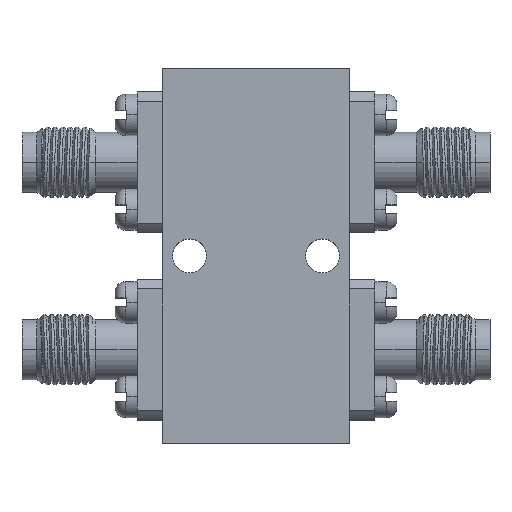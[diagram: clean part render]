
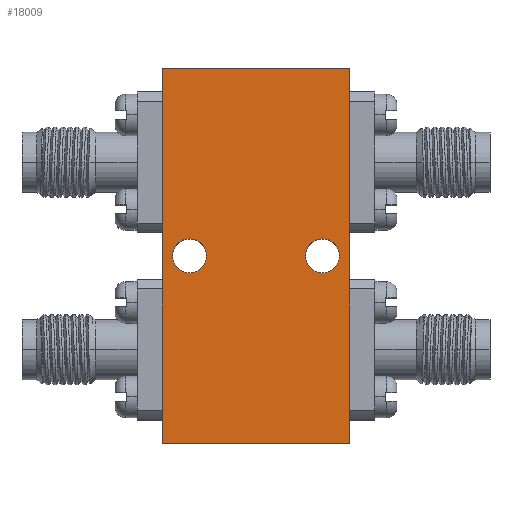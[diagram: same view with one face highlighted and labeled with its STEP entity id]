
A CAD part, top view. The second image highlights one B-rep face of the part: STEP entity #18009.
In plain terms, the highlighted planar face has unit normal (0, 0, 1).
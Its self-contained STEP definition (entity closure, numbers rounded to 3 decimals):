
#441 = ORIENTED_EDGE ( 'NONE', *, *, #13196, .F. ) ;
#587 = LINE ( 'NONE', #12417, #2896 ) ;
#959 = LINE ( 'NONE', #4283, #5070 ) ;
#1009 = CARTESIAN_POINT ( 'NONE',  ( -5.65, 0., 10. ) ) ;
#1103 = EDGE_CURVE ( 'NONE', #9575, #8886, #16014, .T. ) ;
#1424 = LINE ( 'NONE', #7431, #8282 ) ;
#1741 = ORIENTED_EDGE ( 'NONE', *, *, #4592, .F. ) ;
#2810 = DIRECTION ( 'NONE',  ( 0., -1., 0. ) ) ;
#2895 = ORIENTED_EDGE ( 'NONE', *, *, #17187, .T. ) ;
#2896 = VECTOR ( 'NONE', #5129, 1000. ) ;
#3654 = DIRECTION ( 'NONE',  ( 1., 0., 0. ) ) ;
#4064 = AXIS2_PLACEMENT_3D ( 'NONE', #13373, #17996, #4115 ) ;
#4115 = DIRECTION ( 'NONE',  ( 1., 0., 0. ) ) ;
#4283 = CARTESIAN_POINT ( 'NONE',  ( 6.35, 0., 10. ) ) ;
#4320 = DIRECTION ( 'NONE',  ( 1., 0., 0. ) ) ;
#4335 = EDGE_CURVE ( 'NONE', #5361, #10203, #15141, .T. ) ;
#4520 = LINE ( 'NONE', #17903, #5404 ) ;
#4527 = AXIS2_PLACEMENT_3D ( 'NONE', #9074, #13199, #5726 ) ;
#4592 = EDGE_CURVE ( 'NONE', #10477, #10613, #4520, .T. ) ;
#5070 = VECTOR ( 'NONE', #2810, 1000. ) ;
#5071 = ORIENTED_EDGE ( 'NONE', *, *, #13562, .F. ) ;
#5127 = EDGE_LOOP ( 'NONE', ( #441, #5513, #1741, #5071 ) ) ;
#5129 = DIRECTION ( 'NONE',  ( -1., 0., 0. ) ) ;
#5361 = VERTEX_POINT ( 'NONE', #7390 ) ;
#5404 = VECTOR ( 'NONE', #11990, 1000. ) ;
#5513 = ORIENTED_EDGE ( 'NONE', *, *, #11741, .F. ) ;
#5726 = DIRECTION ( 'NONE',  ( 1., 0., 0. ) ) ;
#6173 = ORIENTED_EDGE ( 'NONE', *, *, #17414, .T. ) ;
#6715 = VERTEX_POINT ( 'NONE', #15613 ) ;
#6920 = DIRECTION ( 'NONE',  ( 0., 0., 1. ) ) ;
#7390 = CARTESIAN_POINT ( 'NONE',  ( 5.65, 0., 10. ) ) ;
#7431 = CARTESIAN_POINT ( 'NONE',  ( -6.35, 0., 10. ) ) ;
#8282 = VECTOR ( 'NONE', #19418, 1000. ) ;
#8886 = VERTEX_POINT ( 'NONE', #1009 ) ;
#9074 = CARTESIAN_POINT ( 'NONE',  ( -4.5, 0., 10. ) ) ;
#9558 = CARTESIAN_POINT ( 'NONE',  ( 3.35, 0., 10. ) ) ;
#9575 = VERTEX_POINT ( 'NONE', #17553 ) ;
#10007 = CARTESIAN_POINT ( 'NONE',  ( 6.35, -12.7, 10. ) ) ;
#10154 = FACE_OUTER_BOUND ( 'NONE', #5127, .T. ) ;
#10203 = VERTEX_POINT ( 'NONE', #9558 ) ;
#10225 = CARTESIAN_POINT ( 'NONE',  ( 4.5, 0., 10. ) ) ;
#10477 = VERTEX_POINT ( 'NONE', #16985 ) ;
#10613 = VERTEX_POINT ( 'NONE', #16284 ) ;
#10726 = EDGE_LOOP ( 'NONE', ( #17150, #6173 ) ) ;
#11451 = CIRCLE ( 'NONE', #18376, 1.15 ) ;
#11741 = EDGE_CURVE ( 'NONE', #10613, #16275, #959, .T. ) ;
#11990 = DIRECTION ( 'NONE',  ( 1., 0., 0. ) ) ;
#12417 = CARTESIAN_POINT ( 'NONE',  ( 0., -12.7, 10. ) ) ;
#12709 = CIRCLE ( 'NONE', #4527, 1.15 ) ;
#13019 = FACE_BOUND ( 'NONE', #10726, .T. ) ;
#13196 = EDGE_CURVE ( 'NONE', #16275, #6715, #587, .T. ) ;
#13199 = DIRECTION ( 'NONE',  ( 0., 0., -1. ) ) ;
#13373 = CARTESIAN_POINT ( 'NONE',  ( -4.5, 0., 10. ) ) ;
#13562 = EDGE_CURVE ( 'NONE', #6715, #10477, #1424, .T. ) ;
#13883 = AXIS2_PLACEMENT_3D ( 'NONE', #14089, #15574, #3654 ) ;
#13924 = AXIS2_PLACEMENT_3D ( 'NONE', #17636, #6920, #15891 ) ;
#14089 = CARTESIAN_POINT ( 'NONE',  ( 4.5, 0., 10. ) ) ;
#14391 = EDGE_LOOP ( 'NONE', ( #17314, #2895 ) ) ;
#14858 = DIRECTION ( 'NONE',  ( 0., 0., -1. ) ) ;
#15141 = CIRCLE ( 'NONE', #13883, 1.15 ) ;
#15574 = DIRECTION ( 'NONE',  ( 0., 0., -1. ) ) ;
#15613 = CARTESIAN_POINT ( 'NONE',  ( -6.35, -12.7, 10. ) ) ;
#15891 = DIRECTION ( 'NONE',  ( 1., 0., 0. ) ) ;
#16014 = CIRCLE ( 'NONE', #4064, 1.15 ) ;
#16275 = VERTEX_POINT ( 'NONE', #10007 ) ;
#16284 = CARTESIAN_POINT ( 'NONE',  ( 6.35, 12.7, 10. ) ) ;
#16985 = CARTESIAN_POINT ( 'NONE',  ( -6.35, 12.7, 10. ) ) ;
#17150 = ORIENTED_EDGE ( 'NONE', *, *, #4335, .T. ) ;
#17187 = EDGE_CURVE ( 'NONE', #8886, #9575, #12709, .T. ) ;
#17314 = ORIENTED_EDGE ( 'NONE', *, *, #1103, .T. ) ;
#17414 = EDGE_CURVE ( 'NONE', #10203, #5361, #11451, .T. ) ;
#17452 = PLANE ( 'NONE',  #13924 ) ;
#17553 = CARTESIAN_POINT ( 'NONE',  ( -3.35, 0., 10. ) ) ;
#17636 = CARTESIAN_POINT ( 'NONE',  ( 0., 0., 10. ) ) ;
#17903 = CARTESIAN_POINT ( 'NONE',  ( 0., 12.7, 10. ) ) ;
#17996 = DIRECTION ( 'NONE',  ( 0., 0., -1. ) ) ;
#18009 = ADVANCED_FACE ( 'NONE', ( #10154, #13019, #19111 ), #17452, .T. ) ;
#18376 = AXIS2_PLACEMENT_3D ( 'NONE', #10225, #14858, #4320 ) ;
#19111 = FACE_BOUND ( 'NONE', #14391, .T. ) ;
#19418 = DIRECTION ( 'NONE',  ( 0., 1., 0. ) ) ;
